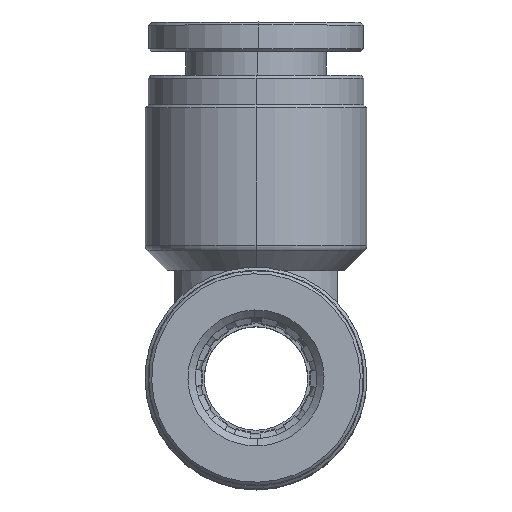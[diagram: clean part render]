
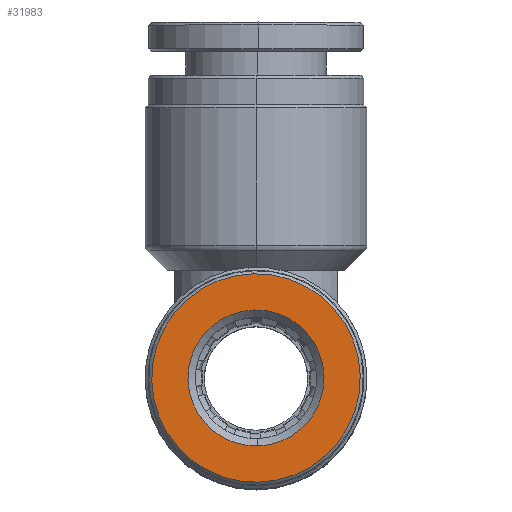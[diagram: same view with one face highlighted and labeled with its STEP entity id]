
A CAD part, top view. The second image highlights one B-rep face of the part: STEP entity #31983.
In plain terms, the highlighted planar face has unit normal (0, 0, 1).
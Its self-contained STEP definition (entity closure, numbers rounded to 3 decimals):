
#858 = CARTESIAN_POINT ( 'NONE',  ( 0., 0., 16.8 ) ) ;
#1518 = AXIS2_PLACEMENT_3D ( 'NONE', #41307, #14825, #45747 ) ;
#4891 = FACE_BOUND ( 'NONE', #28126, .T. ) ;
#5326 = DIRECTION ( 'NONE',  ( -0.024, 1., 0. ) ) ;
#5657 = AXIS2_PLACEMENT_3D ( 'NONE', #858, #31747, #5326 ) ;
#6360 = DIRECTION ( 'NONE',  ( 0., 0., 1. ) ) ;
#6372 = CARTESIAN_POINT ( 'NONE',  ( 0., 0., 16.8 ) ) ;
#8340 = DIRECTION ( 'NONE',  ( 0., 0., 1. ) ) ;
#9229 = VERTEX_POINT ( 'NONE', #51761 ) ;
#9664 = AXIS2_PLACEMENT_3D ( 'NONE', #34825, #8340, #39280 ) ;
#10836 = DIRECTION ( 'NONE',  ( 0.024, -1., 0. ) ) ;
#11316 = CIRCLE ( 'NONE', #9664, 7.05 ) ;
#12479 = CIRCLE ( 'NONE', #36743, 4.6 ) ;
#14825 = DIRECTION ( 'NONE',  ( 0., 0., -1. ) ) ;
#15049 = PLANE ( 'NONE',  #25827 ) ;
#16752 = VERTEX_POINT ( 'NONE', #20422 ) ;
#20418 = ORIENTED_EDGE ( 'NONE', *, *, #33636, .T. ) ;
#20422 = CARTESIAN_POINT ( 'NONE',  ( -0.11, 4.599, 16.8 ) ) ;
#22150 = ORIENTED_EDGE ( 'NONE', *, *, #24093, .T. ) ;
#23737 = EDGE_LOOP ( 'NONE', ( #52926, #20418 ) ) ;
#24093 = EDGE_CURVE ( 'NONE', #42968, #16752, #56871, .T. ) ;
#24928 = CARTESIAN_POINT ( 'NONE',  ( 0.11, -4.599, 16.8 ) ) ;
#25827 = AXIS2_PLACEMENT_3D ( 'NONE', #32783, #6360, #37258 ) ;
#27038 = VERTEX_POINT ( 'NONE', #51485 ) ;
#28126 = EDGE_LOOP ( 'NONE', ( #22150, #31887 ) ) ;
#31747 = DIRECTION ( 'NONE',  ( 0., 0., 1. ) ) ;
#31887 = ORIENTED_EDGE ( 'NONE', *, *, #42837, .T. ) ;
#31983 = ADVANCED_FACE ( 'NONE', ( #4891, #40142 ), #15049, .T. ) ;
#32783 = CARTESIAN_POINT ( 'NONE',  ( 0., 0., 16.8 ) ) ;
#33636 = EDGE_CURVE ( 'NONE', #27038, #9229, #11316, .T. ) ;
#34825 = CARTESIAN_POINT ( 'NONE',  ( 0., 0., 16.8 ) ) ;
#35989 = CIRCLE ( 'NONE', #5657, 7.05 ) ;
#36743 = AXIS2_PLACEMENT_3D ( 'NONE', #6372, #37268, #10836 ) ;
#37258 = DIRECTION ( 'NONE',  ( 0.024, -1., 0. ) ) ;
#37268 = DIRECTION ( 'NONE',  ( 0., 0., -1. ) ) ;
#39280 = DIRECTION ( 'NONE',  ( -0.024, 1., 0. ) ) ;
#40142 = FACE_OUTER_BOUND ( 'NONE', #23737, .T. ) ;
#41307 = CARTESIAN_POINT ( 'NONE',  ( 0., 0., 16.8 ) ) ;
#42837 = EDGE_CURVE ( 'NONE', #16752, #42968, #12479, .T. ) ;
#42968 = VERTEX_POINT ( 'NONE', #24928 ) ;
#45747 = DIRECTION ( 'NONE',  ( 0.024, -1., 0. ) ) ;
#51485 = CARTESIAN_POINT ( 'NONE',  ( 0.169, -7.048, 16.8 ) ) ;
#51761 = CARTESIAN_POINT ( 'NONE',  ( -0.169, 7.048, 16.8 ) ) ;
#52926 = ORIENTED_EDGE ( 'NONE', *, *, #54730, .T. ) ;
#54730 = EDGE_CURVE ( 'NONE', #9229, #27038, #35989, .T. ) ;
#56871 = CIRCLE ( 'NONE', #1518, 4.6 ) ;
